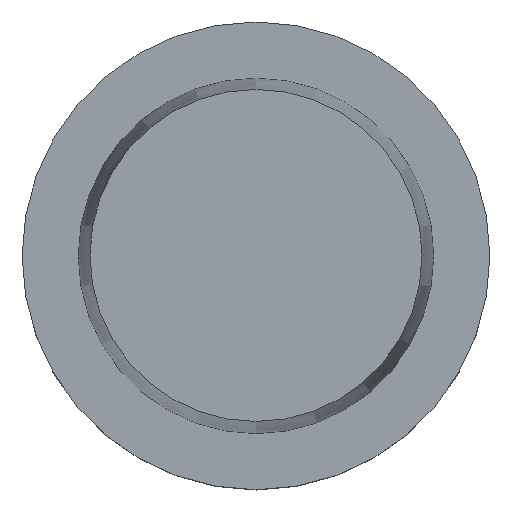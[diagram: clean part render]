
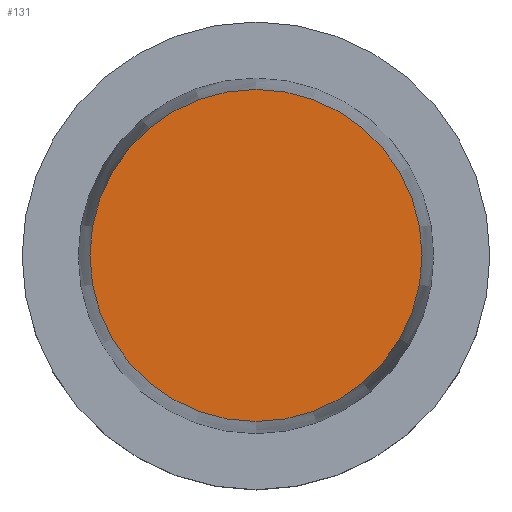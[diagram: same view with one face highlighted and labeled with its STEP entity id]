
A CAD part, top view. The second image highlights one B-rep face of the part: STEP entity #131.
In plain terms, the highlighted planar face has unit normal (0, 0, 1).
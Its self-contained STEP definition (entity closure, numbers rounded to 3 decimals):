
#126=EDGE_CURVE('Unnamed[1]',#290,#290,#291,.T.);
#131=ADVANCED_FACE('Unnamed[1]',(#297),#298,.T.);
#290=VERTEX_POINT('',#505);
#291=CIRCLE('',#506,35.5);
#297=FACE_OUTER_BOUND('',#514,.T.);
#298=PLANE('',#515);
#505=CARTESIAN_POINT('',(0.,35.5,50.0));
#506=AXIS2_PLACEMENT_3D('',#728,#729,#730);
#514=EDGE_LOOP('',(#735));
#515=AXIS2_PLACEMENT_3D('',#736,#737,#738);
#728=CARTESIAN_POINT('',(0.,0.,50.0));
#729=DIRECTION('',(0.,0.,-1.0));
#730=DIRECTION('',(0.,1.0,0.));
#735=ORIENTED_EDGE('',*,*,#126,.F.);
#736=CARTESIAN_POINT('',(0.,17.75,50.0));
#737=DIRECTION('',(0.,0.,1.0));
#738=DIRECTION('',(0.,-1.0,0.));
